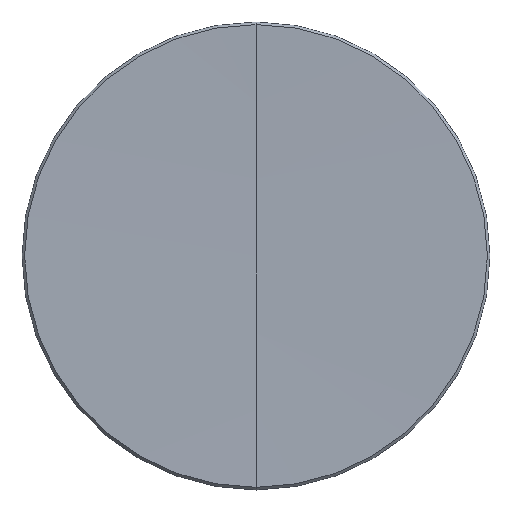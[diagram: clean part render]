
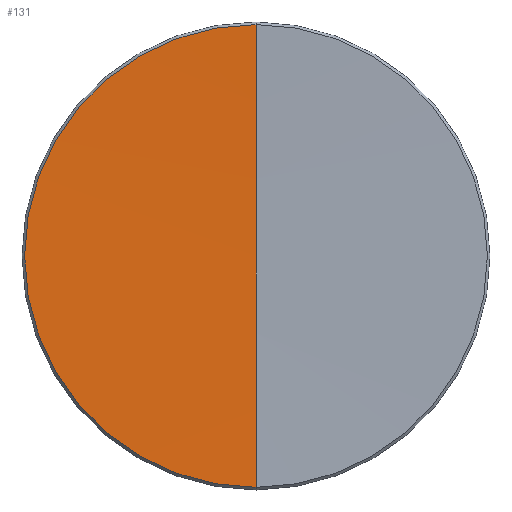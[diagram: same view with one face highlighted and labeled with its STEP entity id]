
A CAD part, top view. The second image highlights one B-rep face of the part: STEP entity #131.
In plain terms, the highlighted spherical face has radius 603.4 mm.
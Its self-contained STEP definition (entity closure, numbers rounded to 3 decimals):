
#15 = ORIENTED_EDGE ( 'NONE', *, *, #16, .F. ) ;
#16 = EDGE_CURVE ( 'NONE', #45, #20, #162, .T. ) ;
#17 = EDGE_CURVE ( 'NONE', #46, #45, #196, .T. ) ;
#18 = EDGE_LOOP ( 'NONE', ( #70, #19, #15 ) ) ;
#19 = ORIENTED_EDGE ( 'NONE', *, *, #71, .T. ) ;
#20 = VERTEX_POINT ( 'NONE', #213 ) ;
#45 = VERTEX_POINT ( 'NONE', #265 ) ;
#46 = VERTEX_POINT ( 'NONE', #262 ) ;
#70 = ORIENTED_EDGE ( 'NONE', *, *, #17, .F. ) ;
#71 = EDGE_CURVE ( 'NONE', #46, #20, #223, .T. ) ;
#131 = ADVANCED_FACE ( 'NONE', ( #414 ), #408, .F. ) ;
#152 = DIRECTION ( 'NONE',  ( 0., 1., 0. ) ) ;
#153 = DIRECTION ( 'NONE',  ( 0., 0., -1. ) ) ;
#154 = CARTESIAN_POINT ( 'NONE',  ( 0., 0., 1.331 ) ) ;
#162 = CIRCLE ( 'NONE', #211, 603.4 ) ;
#179 = DIRECTION ( 'NONE',  ( -1., 0., 0. ) ) ;
#195 = AXIS2_PLACEMENT_3D ( 'NONE', #154, #153, #152 ) ;
#196 = CIRCLE ( 'NONE', #195, 12.559 ) ;
#197 = DIRECTION ( 'NONE',  ( 0., 0., 1. ) ) ;
#211 = AXIS2_PLACEMENT_3D ( 'NONE', #212, #179, #197 ) ;
#212 = CARTESIAN_POINT ( 'NONE',  ( 0., 0., 604.6 ) ) ;
#213 = CARTESIAN_POINT ( 'NONE',  ( 0., 0., 1.2 ) ) ;
#221 = DIRECTION ( 'NONE',  ( 1., 0., 0. ) ) ;
#222 = AXIS2_PLACEMENT_3D ( 'NONE', #269, #221, #261 ) ;
#223 = CIRCLE ( 'NONE', #222, 603.4 ) ;
#261 = DIRECTION ( 'NONE',  ( 0., 1., 0. ) ) ;
#262 = CARTESIAN_POINT ( 'NONE',  ( 0., -12.559, 1.331 ) ) ;
#265 = CARTESIAN_POINT ( 'NONE',  ( 0., 12.559, 1.331 ) ) ;
#269 = CARTESIAN_POINT ( 'NONE',  ( 0., 0., 604.6 ) ) ;
#394 = DIRECTION ( 'NONE',  ( 0., 1., 0. ) ) ;
#395 = DIRECTION ( 'NONE',  ( 1., 0., 0. ) ) ;
#396 = CARTESIAN_POINT ( 'NONE',  ( 0., 0., 604.6 ) ) ;
#397 = AXIS2_PLACEMENT_3D ( 'NONE', #396, #395, #394 ) ;
#408 = SPHERICAL_SURFACE ( 'NONE', #397, 603.4 ) ;
#414 = FACE_OUTER_BOUND ( 'NONE', #18, .T. ) ;
